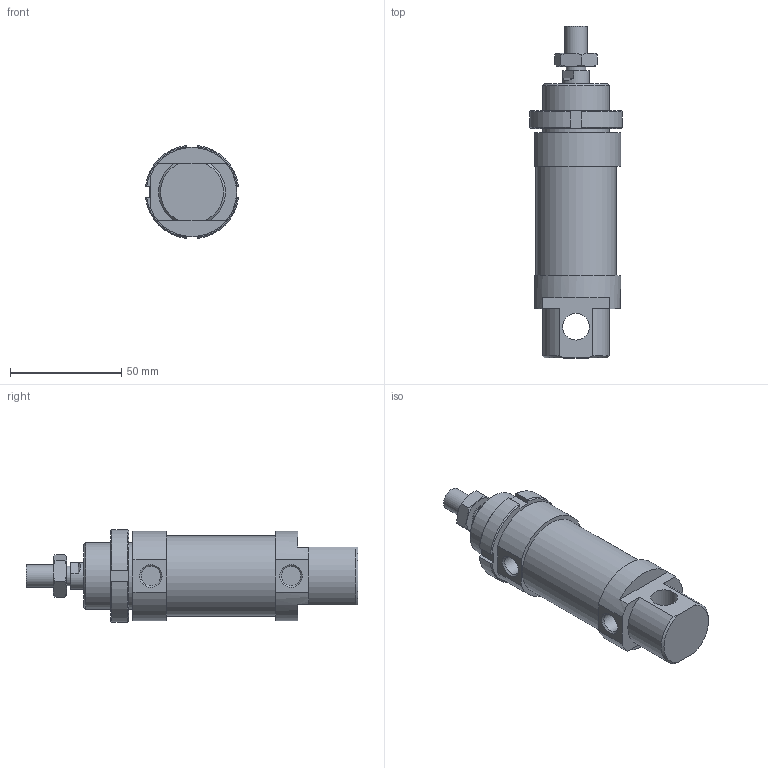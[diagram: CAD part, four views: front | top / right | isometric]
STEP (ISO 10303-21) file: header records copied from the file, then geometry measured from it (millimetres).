
FILE_DESCRIPTION(/* description */ ('Unknown'),/* implementation_level */ '2;1');
FILE_NAME(/* name */ '1260.32.10.M',/* time_stamp */ '2019-12-18T15:40:57-05:00',/* author */ ('Unknown'),/* organization */ ('Unknown'),/* preprocessor_version */ 'ST-DEVELOPER v16.7',/* originating_system */ 'DEX',/* authorisation */ $);
FILE_SCHEMA (('AUTOMOTIVE_DESIGN {1 0 10303 214 3 1 1}'));
Length unit declared in the file: millimetre
Products named in the file (5): 1260_32_XXXX; S1260_32_XXXX; 1200_32_05; C1260_32_XXXX; 1200_32_06
Assembly tree (4 placements, depth 2):
  1260_32_XXXX
    S1260_32_XXXX
    1200_32_05
    C1260_32_XXXX
    1200_32_06
Bounding box: 41.7 x 149 x 41.7 mm (x, y, z)
Volume: 113689 mm3; surface area: 30137.5 mm2
Topology: 4 solids, 4 shells, 98 faces, 224 edges, 144 vertices
Faces by surface type: plane 48, cone 29, cylinder 21
Full cylindrical faces by diameter (mm): 8.7 x2, 8.75 x1, 8.8 x1, 10 x1, 12 x3, 28.5 x1, 30 x1, 32 x2, 36 x1
Entity records: 3059 total; most frequent: CARTESIAN_POINT 499, DIRECTION 472, ORIENTED_EDGE 400, EDGE_CURVE 200, AXIS2_PLACEMENT_3D 197, VERTEX_POINT 140, EDGE_LOOP 134, FACE_BOUND 134
